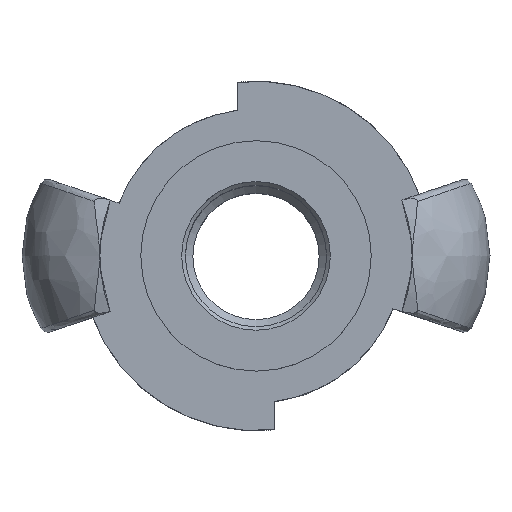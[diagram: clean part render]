
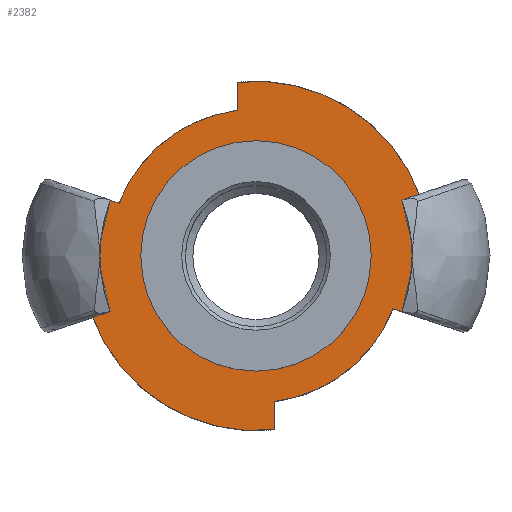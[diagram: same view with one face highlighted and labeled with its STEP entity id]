
A CAD part, top view. The second image highlights one B-rep face of the part: STEP entity #2382.
In plain terms, the highlighted planar face has unit normal (0, 0, 1).
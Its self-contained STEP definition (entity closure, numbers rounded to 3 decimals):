
#87=FACE_BOUND('',#440,.T.);
#148=PLANE('',#2629);
#298=FACE_OUTER_BOUND('',#439,.T.);
#439=EDGE_LOOP('',(#1922,#1923,#1924,#1925,#1926,#1927,#1928,#1929,#1930,
#1931,#1932,#1933));
#440=EDGE_LOOP('',(#1934));
#548=LINE('',#3891,#664);
#559=LINE('',#4072,#675);
#563=LINE('',#4098,#679);
#567=LINE('',#4124,#683);
#570=LINE('',#4141,#686);
#573=LINE('',#4364,#689);
#664=VECTOR('',#3104,10.);
#675=VECTOR('',#3145,10.);
#679=VECTOR('',#3153,10.);
#683=VECTOR('',#3169,10.);
#686=VECTOR('',#3174,10.);
#689=VECTOR('',#3181,10.);
#806=CIRCLE('',#2586,25.5);
#808=CIRCLE('',#2589,25.5);
#816=CIRCLE('',#2607,23.497);
#821=CIRCLE('',#2619,23.5);
#822=CIRCLE('',#2630,19.75);
#823=CIRCLE('',#2631,19.75);
#824=CIRCLE('',#2632,15.5);
#996=VERTEX_POINT('',#3780);
#997=VERTEX_POINT('',#3782);
#1000=VERTEX_POINT('',#3807);
#1001=VERTEX_POINT('',#3809);
#1008=VERTEX_POINT('',#3884);
#1011=VERTEX_POINT('',#3889);
#1027=VERTEX_POINT('',#4013);
#1028=VERTEX_POINT('',#4015);
#1032=VERTEX_POINT('',#4096);
#1035=VERTEX_POINT('',#4106);
#1040=VERTEX_POINT('',#4140);
#1052=VERTEX_POINT('',#4363);
#1059=VERTEX_POINT('',#4780);
#1271=EDGE_CURVE('',#996,#997,#806,.T.);
#1276=EDGE_CURVE('',#1000,#1001,#808,.T.);
#1291=EDGE_CURVE('',#1008,#1011,#548,.T.);
#1309=EDGE_CURVE('',#1028,#1027,#816,.T.);
#1317=EDGE_CURVE('',#1028,#1000,#559,.T.);
#1322=EDGE_CURVE('',#1027,#1032,#563,.T.);
#1326=EDGE_CURVE('',#1035,#1008,#821,.T.);
#1330=EDGE_CURVE('',#1035,#996,#567,.T.);
#1334=EDGE_CURVE('',#1001,#1040,#570,.T.);
#1350=EDGE_CURVE('',#997,#1052,#573,.T.);
#1367=EDGE_CURVE('',#1052,#1032,#822,.T.);
#1368=EDGE_CURVE('',#1040,#1011,#823,.T.);
#1369=EDGE_CURVE('',#1059,#1059,#824,.T.);
#1922=ORIENTED_EDGE('',*,*,#1334,.F.);
#1923=ORIENTED_EDGE('',*,*,#1276,.F.);
#1924=ORIENTED_EDGE('',*,*,#1317,.F.);
#1925=ORIENTED_EDGE('',*,*,#1309,.T.);
#1926=ORIENTED_EDGE('',*,*,#1322,.T.);
#1927=ORIENTED_EDGE('',*,*,#1367,.F.);
#1928=ORIENTED_EDGE('',*,*,#1350,.F.);
#1929=ORIENTED_EDGE('',*,*,#1271,.F.);
#1930=ORIENTED_EDGE('',*,*,#1330,.F.);
#1931=ORIENTED_EDGE('',*,*,#1326,.T.);
#1932=ORIENTED_EDGE('',*,*,#1291,.T.);
#1933=ORIENTED_EDGE('',*,*,#1368,.F.);
#1934=ORIENTED_EDGE('',*,*,#1369,.T.);
#2382=ADVANCED_FACE('',(#298,#87),#148,.F.);
#2586=AXIS2_PLACEMENT_3D('',#3783,#3070,#3071);
#2589=AXIS2_PLACEMENT_3D('',#3810,#3078,#3079);
#2607=AXIS2_PLACEMENT_3D('',#4016,#3131,#3132);
#2619=AXIS2_PLACEMENT_3D('',#4107,#3163,#3164);
#2629=AXIS2_PLACEMENT_3D('',#4777,#3193,#3194);
#2630=AXIS2_PLACEMENT_3D('',#4778,#3195,#3196);
#2631=AXIS2_PLACEMENT_3D('',#4779,#3197,#3198);
#2632=AXIS2_PLACEMENT_3D('',#4781,#3199,#3200);
#3070=DIRECTION('center_axis',(0.,0.,-1.));
#3071=DIRECTION('ref_axis',(0.,-1.,0.));
#3078=DIRECTION('center_axis',(0.,0.,-1.));
#3079=DIRECTION('ref_axis',(0.,-1.,0.));
#3104=DIRECTION('',(0.,1.,0.));
#3131=DIRECTION('center_axis',(0.,0.,1.));
#3132=DIRECTION('ref_axis',(0.936,0.353,0.));
#3145=DIRECTION('',(0.948,0.319,0.));
#3153=DIRECTION('',(0.,-1.,0.));
#3163=DIRECTION('center_axis',(0.,0.,1.));
#3164=DIRECTION('ref_axis',(-0.936,-0.353,0.));
#3169=DIRECTION('',(-0.948,-0.319,0.));
#3174=DIRECTION('',(-0.948,0.319,0.));
#3181=DIRECTION('',(0.948,-0.319,0.));
#3193=DIRECTION('center_axis',(0.,0.,-1.));
#3194=DIRECTION('ref_axis',(-1.,0.,0.));
#3195=DIRECTION('center_axis',(0.,0.,-1.));
#3196=DIRECTION('ref_axis',(-1.,0.,0.));
#3197=DIRECTION('center_axis',(0.,0.,-1.));
#3198=DIRECTION('ref_axis',(-1.,0.,0.));
#3199=DIRECTION('center_axis',(0.,0.,-1.));
#3200=DIRECTION('ref_axis',(0.,1.,0.));
#3780=CARTESIAN_POINT('',(-23.883,-8.937,1.162));
#3782=CARTESIAN_POINT('',(-23.883,8.937,1.162));
#3783=CARTESIAN_POINT('Origin',(0.,0.,1.162));
#3807=CARTESIAN_POINT('',(23.883,8.937,1.162));
#3809=CARTESIAN_POINT('',(23.883,-8.937,1.162));
#3810=CARTESIAN_POINT('Origin',(0.,0.,1.162));
#3884=CARTESIAN_POINT('',(2.5,-23.367,1.162));
#3889=CARTESIAN_POINT('',(2.5,-19.591,1.162));
#3891=CARTESIAN_POINT('',(2.5,0.,1.162));
#4013=CARTESIAN_POINT('',(-2.5,23.364,1.162));
#4015=CARTESIAN_POINT('',(21.984,8.298,1.162));
#4016=CARTESIAN_POINT('Origin',(0.,0.,1.162));
#4072=CARTESIAN_POINT('',(7.151,3.302,1.162));
#4096=CARTESIAN_POINT('',(-2.5,19.591,1.162));
#4098=CARTESIAN_POINT('',(-2.5,0.,1.162));
#4106=CARTESIAN_POINT('',(-21.986,-8.299,1.162));
#4107=CARTESIAN_POINT('Origin',(0.,0.,1.162));
#4124=CARTESIAN_POINT('',(-11.008,-4.601,1.162));
#4140=CARTESIAN_POINT('',(18.429,-7.101,1.162));
#4141=CARTESIAN_POINT('',(16.054,-6.301,1.162));
#4363=CARTESIAN_POINT('',(-18.429,7.101,1.162));
#4364=CARTESIAN_POINT('',(-12.197,5.002,1.162));
#4777=CARTESIAN_POINT('Origin',(0.,-12.75,1.162));
#4778=CARTESIAN_POINT('Origin',(0.,0.,1.162));
#4779=CARTESIAN_POINT('Origin',(0.,0.,1.162));
#4780=CARTESIAN_POINT('',(0.,-15.5,1.162));
#4781=CARTESIAN_POINT('Origin',(0.,0.,1.162));
